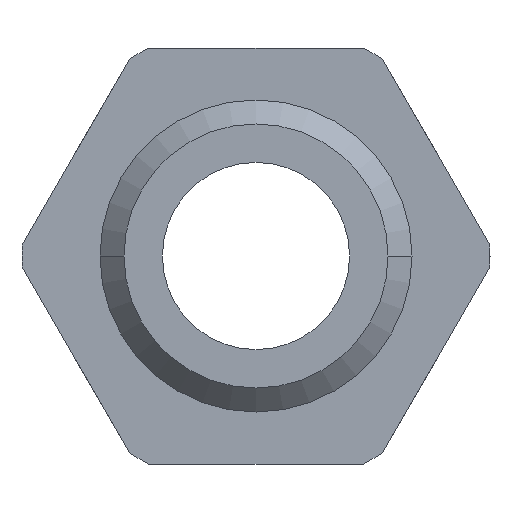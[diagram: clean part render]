
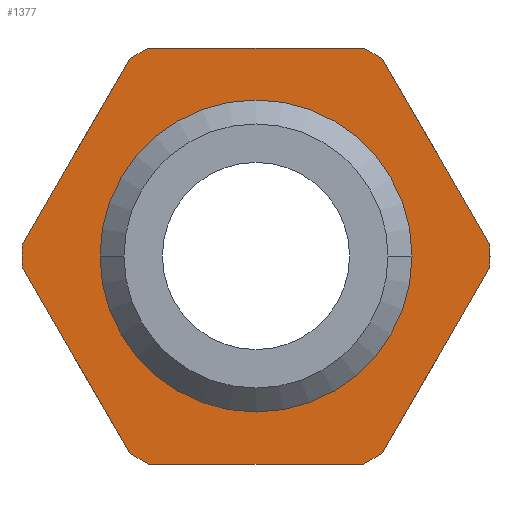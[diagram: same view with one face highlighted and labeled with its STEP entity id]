
A CAD part, front view. The second image highlights one B-rep face of the part: STEP entity #1377.
In plain terms, the highlighted planar face has unit normal (0, -1, 0).
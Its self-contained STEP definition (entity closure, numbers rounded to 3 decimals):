
#90=DIRECTION('',(0.5,0.,0.866));
#91=VECTOR('',#90,8.246);
#92=CARTESIAN_POINT('',(4.867,5.,-7.571));
#93=LINE('',#92,#91);
#94=CARTESIAN_POINT('',(0.,5.,0.));
#95=DIRECTION('',(0.,-1.,0.));
#96=DIRECTION('',(0.458,0.,-0.889));
#97=AXIS2_PLACEMENT_3D('',#94,#95,#96);
#99=DIRECTION('',(1.,0.,0.));
#100=VECTOR('',#99,8.246);
#101=CARTESIAN_POINT('',(-4.123,5.,-8.));
#102=LINE('',#101,#100);
#103=CARTESIAN_POINT('',(0.,5.,0.));
#104=DIRECTION('',(0.,-1.,0.));
#105=DIRECTION('',(-0.541,0.,-0.841));
#106=AXIS2_PLACEMENT_3D('',#103,#104,#105);
#108=DIRECTION('',(0.5,0.,-0.866));
#109=VECTOR('',#108,8.246);
#110=CARTESIAN_POINT('',(-8.99,5.,-0.429));
#111=LINE('',#110,#109);
#112=CARTESIAN_POINT('',(0.,5.,0.));
#113=DIRECTION('',(0.,-1.,0.));
#114=DIRECTION('',(-1.,0.,0.));
#115=AXIS2_PLACEMENT_3D('',#112,#113,#114);
#117=CARTESIAN_POINT('',(0.,5.,0.));
#118=DIRECTION('',(0.,-1.,0.));
#119=DIRECTION('',(-0.999,0.,0.048));
#120=AXIS2_PLACEMENT_3D('',#117,#118,#119);
#122=DIRECTION('',(-0.5,0.,-0.866));
#123=VECTOR('',#122,8.246);
#124=CARTESIAN_POINT('',(-4.867,5.,7.571));
#125=LINE('',#124,#123);
#126=CARTESIAN_POINT('',(0.,5.,0.));
#127=DIRECTION('',(0.,-1.,0.));
#128=DIRECTION('',(-0.458,0.,0.889));
#129=AXIS2_PLACEMENT_3D('',#126,#127,#128);
#131=DIRECTION('',(-1.,0.,0.));
#132=VECTOR('',#131,8.246);
#133=CARTESIAN_POINT('',(4.123,5.,8.));
#134=LINE('',#133,#132);
#135=CARTESIAN_POINT('',(0.,5.,0.));
#136=DIRECTION('',(0.,-1.,0.));
#137=DIRECTION('',(0.541,0.,0.841));
#138=AXIS2_PLACEMENT_3D('',#135,#136,#137);
#140=DIRECTION('',(-0.5,0.,0.866));
#141=VECTOR('',#140,8.246);
#142=CARTESIAN_POINT('',(8.99,5.,0.429));
#143=LINE('',#142,#141);
#144=CARTESIAN_POINT('',(0.,5.,0.));
#145=DIRECTION('',(0.,-1.,0.));
#146=DIRECTION('',(0.999,0.,-0.048));
#147=AXIS2_PLACEMENT_3D('',#144,#145,#146);
#149=CARTESIAN_POINT('',(0.,5.,0.));
#150=DIRECTION('',(0.,1.,0.));
#151=DIRECTION('',(1.,0.,0.));
#152=AXIS2_PLACEMENT_3D('',#149,#150,#151);
#154=CARTESIAN_POINT('',(0.,5.,0.));
#155=DIRECTION('',(0.,1.,0.));
#156=DIRECTION('',(-1.,0.,0.));
#157=AXIS2_PLACEMENT_3D('',#154,#155,#156);
#955=CARTESIAN_POINT('',(-8.99,5.,-0.429));
#957=VERTEX_POINT('',#955);
#958=CARTESIAN_POINT('',(-8.99,5.,0.429));
#959=CARTESIAN_POINT('',(-9.,5.,0.));
#960=VERTEX_POINT('',#958);
#961=VERTEX_POINT('',#959);
#986=CARTESIAN_POINT('',(4.867,5.,-7.571));
#987=CARTESIAN_POINT('',(8.99,5.,-0.429));
#988=VERTEX_POINT('',#986);
#989=VERTEX_POINT('',#987);
#994=CARTESIAN_POINT('',(-4.123,5.,-8.));
#995=CARTESIAN_POINT('',(4.123,5.,-8.));
#996=VERTEX_POINT('',#994);
#997=VERTEX_POINT('',#995);
#1002=CARTESIAN_POINT('',(4.123,5.,8.));
#1003=CARTESIAN_POINT('',(-4.123,5.,8.));
#1004=VERTEX_POINT('',#1002);
#1005=VERTEX_POINT('',#1003);
#1018=CARTESIAN_POINT('',(8.99,5.,0.429));
#1019=VERTEX_POINT('',#1018);
#1020=CARTESIAN_POINT('',(-4.867,5.,7.571));
#1021=VERTEX_POINT('',#1020);
#1035=CARTESIAN_POINT('',(4.867,5.,7.571));
#1036=VERTEX_POINT('',#1035);
#1037=CARTESIAN_POINT('',(-4.867,5.,-7.571));
#1038=VERTEX_POINT('',#1037);
#1100=CARTESIAN_POINT('',(5.,5.,0.));
#1102=VERTEX_POINT('',#1100);
#1104=CARTESIAN_POINT('',(-5.,5.,0.));
#1106=VERTEX_POINT('',#1104);
#1340=CARTESIAN_POINT('',(5.,5.,0.));
#1341=DIRECTION('',(0.,-1.,0.));
#1342=DIRECTION('',(1.,0.,0.));
#1343=AXIS2_PLACEMENT_3D('',#1340,#1341,#1342);
#1344=PLANE('',#1343);
#1346=ORIENTED_EDGE('',*,*,#1345,.F.);
#1348=ORIENTED_EDGE('',*,*,#1347,.F.);
#1350=ORIENTED_EDGE('',*,*,#1349,.F.);
#1352=ORIENTED_EDGE('',*,*,#1351,.F.);
#1354=ORIENTED_EDGE('',*,*,#1353,.F.);
#1356=ORIENTED_EDGE('',*,*,#1355,.F.);
#1358=ORIENTED_EDGE('',*,*,#1357,.F.);
#1360=ORIENTED_EDGE('',*,*,#1359,.F.);
#1362=ORIENTED_EDGE('',*,*,#1361,.F.);
#1364=ORIENTED_EDGE('',*,*,#1363,.F.);
#1366=ORIENTED_EDGE('',*,*,#1365,.F.);
#1368=ORIENTED_EDGE('',*,*,#1367,.F.);
#1370=ORIENTED_EDGE('',*,*,#1369,.F.);
#1371=EDGE_LOOP('',(#1346,#1348,#1350,#1352,#1354,#1356,#1358,#1360,#1362,#1364,
#1366,#1368,#1370));
#1372=FACE_OUTER_BOUND('',#1371,.F.);
#1373=ORIENTED_EDGE('',*,*,#1327,.F.);
#1374=ORIENTED_EDGE('',*,*,#1306,.F.);
#1375=EDGE_LOOP('',(#1373,#1374));
#1376=FACE_BOUND('',#1375,.F.);
#1377=ADVANCED_FACE('',(#1372,#1376),#1344,.T.);
#98=CIRCLE('',#97,9.);
#107=CIRCLE('',#106,9.);
#116=CIRCLE('',#115,9.);
#121=CIRCLE('',#120,9.);
#130=CIRCLE('',#129,9.);
#139=CIRCLE('',#138,9.);
#148=CIRCLE('',#147,9.);
#153=CIRCLE('',#152,5.);
#158=CIRCLE('',#157,5.);
#1306=EDGE_CURVE('',#1106,#1102,#158,.T.);
#1327=EDGE_CURVE('',#1102,#1106,#153,.T.);
#1345=EDGE_CURVE('',#988,#989,#93,.T.);
#1347=EDGE_CURVE('',#997,#988,#98,.T.);
#1349=EDGE_CURVE('',#996,#997,#102,.T.);
#1351=EDGE_CURVE('',#1038,#996,#107,.T.);
#1353=EDGE_CURVE('',#957,#1038,#111,.T.);
#1355=EDGE_CURVE('',#961,#957,#116,.T.);
#1357=EDGE_CURVE('',#960,#961,#121,.T.);
#1359=EDGE_CURVE('',#1021,#960,#125,.T.);
#1361=EDGE_CURVE('',#1005,#1021,#130,.T.);
#1363=EDGE_CURVE('',#1004,#1005,#134,.T.);
#1365=EDGE_CURVE('',#1036,#1004,#139,.T.);
#1367=EDGE_CURVE('',#1019,#1036,#143,.T.);
#1369=EDGE_CURVE('',#989,#1019,#148,.T.);
